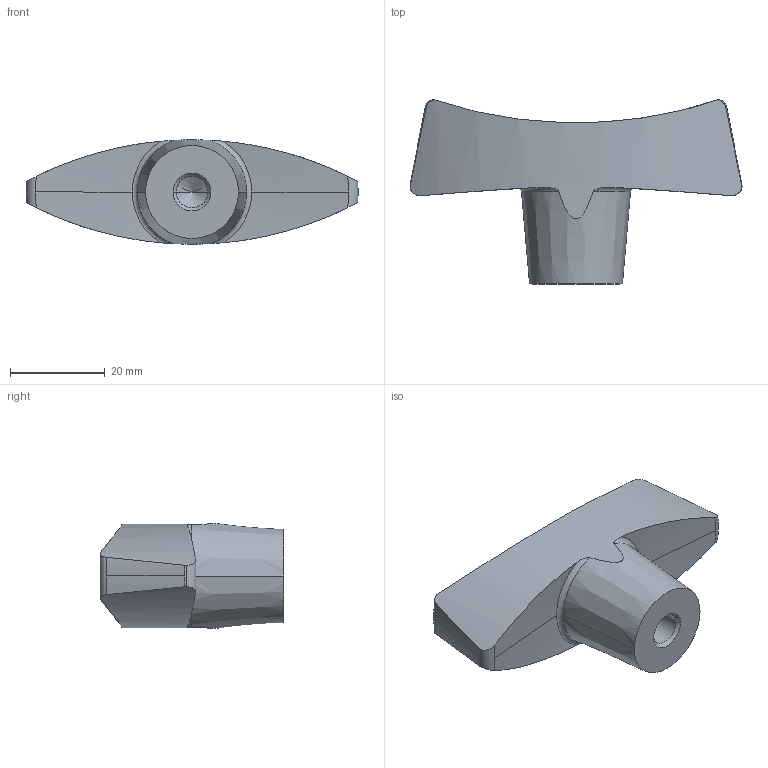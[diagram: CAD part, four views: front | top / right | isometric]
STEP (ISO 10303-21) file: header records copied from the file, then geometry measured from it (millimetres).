
FILE_DESCRIPTION( ( '' ), '1' );
FILE_NAME( 'K0181.17008.stp', '2012-11-01T09:25:44', ( '' ), ( '' ), ' ', ' ', ' ' );
FILE_SCHEMA( ( 'CONFIG_CONTROL_DESIGN' ) );
Length unit declared in the file: millimetre
Products named in the file (1): 1
Bounding box: 69.98 x 38.79 x 22 mm (x, y, z)
Volume: 23656.3 mm3; surface area: 6324.3 mm2
Topology: 1 solids, 1 shells, 30 faces, 80 edges, 51 vertices
Faces by surface type: cone 14, torus 10, cylinder 4, sphere 1, plane 1
Entity records: 1320 total; most frequent: CARTESIAN_POINT 568, ORIENTED_EDGE 156, DIRECTION 142, EDGE_CURVE 78, AXIS2_PLACEMENT_3D 65, VERTEX_POINT 51, CIRCLE 34, B_SPLINE_CURVE_WITH_KNOTS 32
